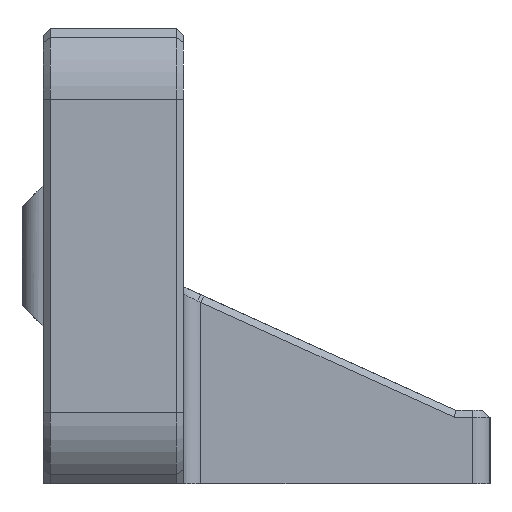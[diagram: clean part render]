
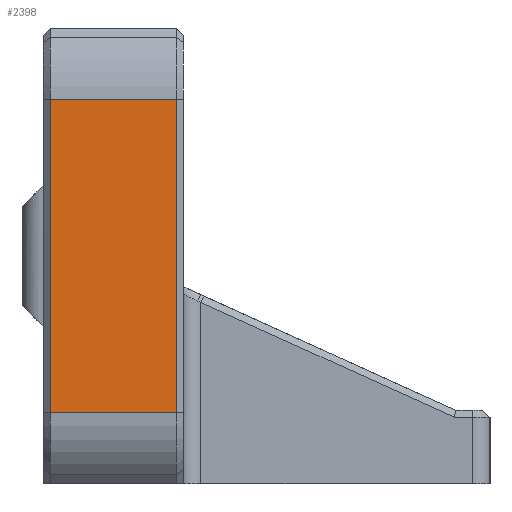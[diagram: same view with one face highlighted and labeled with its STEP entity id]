
A CAD part, left-side view. The second image highlights one B-rep face of the part: STEP entity #2398.
In plain terms, the highlighted planar face has unit normal (-1, 0, 0).
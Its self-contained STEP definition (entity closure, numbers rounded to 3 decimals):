
#172=FACE_OUTER_BOUND('',#312,.T.);
#312=EDGE_LOOP('',(#1881,#1882,#1883,#1884));
#475=LINE('',#3674,#771);
#521=LINE('',#3778,#817);
#548=LINE('',#3836,#844);
#550=LINE('',#3839,#846);
#771=VECTOR('',#2874,10.);
#817=VECTOR('',#2960,10.);
#844=VECTOR('',#3017,10.);
#846=VECTOR('',#3021,10.);
#1060=VERTEX_POINT('',#3666);
#1062=VERTEX_POINT('',#3672);
#1098=VERTEX_POINT('',#3770);
#1100=VERTEX_POINT('',#3776);
#1316=EDGE_CURVE('',#1062,#1060,#475,.T.);
#1370=EDGE_CURVE('',#1100,#1098,#521,.T.);
#1401=EDGE_CURVE('',#1060,#1100,#548,.T.);
#1403=EDGE_CURVE('',#1098,#1062,#550,.T.);
#1881=ORIENTED_EDGE('',*,*,#1316,.F.);
#1882=ORIENTED_EDGE('',*,*,#1403,.F.);
#1883=ORIENTED_EDGE('',*,*,#1370,.F.);
#1884=ORIENTED_EDGE('',*,*,#1401,.F.);
#2267=PLANE('',#2578);
#2398=ADVANCED_FACE('',(#172),#2267,.T.);
#2578=AXIS2_PLACEMENT_3D('',#3838,#3019,#3020);
#2874=DIRECTION('',(0.,0.,-1.));
#2960=DIRECTION('',(0.,0.,1.));
#3017=DIRECTION('',(0.,1.,0.));
#3019=DIRECTION('center_axis',(-1.,0.,0.));
#3020=DIRECTION('ref_axis',(0.,0.,1.));
#3021=DIRECTION('',(0.,-1.,0.));
#3666=CARTESIAN_POINT('',(-12.,16.9,4.071));
#3672=CARTESIAN_POINT('',(-12.,16.9,21.929));
#3674=CARTESIAN_POINT('',(-12.,16.9,12.125));
#3770=CARTESIAN_POINT('',(-12.,24.1,21.929));
#3776=CARTESIAN_POINT('',(-12.,24.1,4.071));
#3778=CARTESIAN_POINT('',(-12.,24.1,16.75));
#3836=CARTESIAN_POINT('',(-12.,15.063,4.071));
#3838=CARTESIAN_POINT('Origin',(-12.,12.25,13.));
#3839=CARTESIAN_POINT('',(-12.,14.563,21.929));
